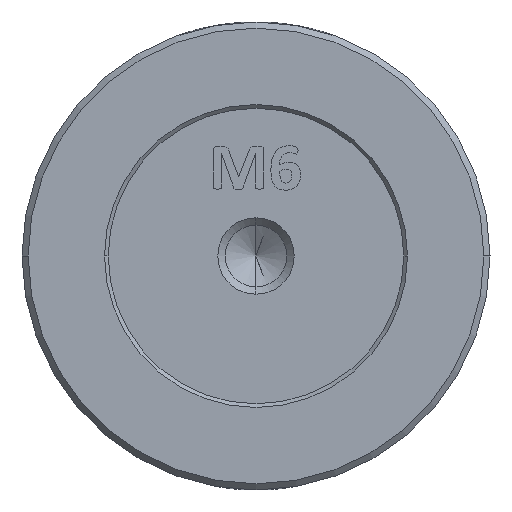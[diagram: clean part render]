
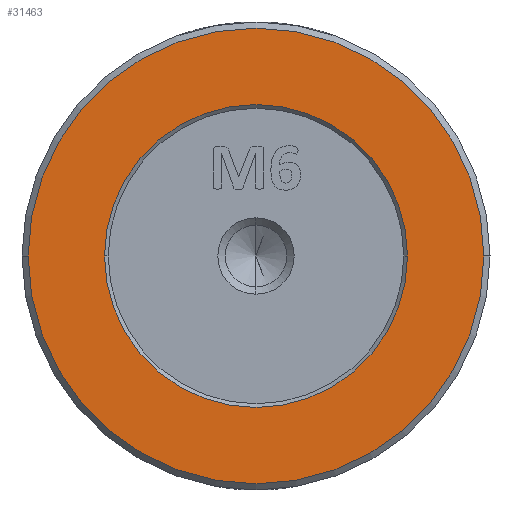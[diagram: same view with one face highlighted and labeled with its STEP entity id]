
A CAD part, left-side view. The second image highlights one B-rep face of the part: STEP entity #31463.
In plain terms, the highlighted planar face has unit normal (-1, 0, 0).
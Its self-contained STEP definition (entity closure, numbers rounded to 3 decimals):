
#293 = AXIS2_PLACEMENT_3D ( 'NONE', #6401, #21013, #30940 ) ;
#1737 = ORIENTED_EDGE ( 'NONE', *, *, #25042, .T. ) ;
#2068 = VERTEX_POINT ( 'NONE', #8084 ) ;
#3527 = CIRCLE ( 'NONE', #25331, 12.3 ) ;
#5578 = EDGE_CURVE ( 'NONE', #17482, #21086, #7672, .T. ) ;
#6401 = CARTESIAN_POINT ( 'NONE',  ( 0., 0., 0. ) ) ;
#7242 = DIRECTION ( 'NONE',  ( 1., 0., 0. ) ) ;
#7672 = CIRCLE ( 'NONE', #20119, 12.3 ) ;
#7813 = ORIENTED_EDGE ( 'NONE', *, *, #10767, .T. ) ;
#8084 = CARTESIAN_POINT ( 'NONE',  ( 0., -18.5, 0. ) ) ;
#8236 = DIRECTION ( 'NONE',  ( 0., -1., 0. ) ) ;
#9131 = EDGE_CURVE ( 'NONE', #2068, #16479, #28837, .T. ) ;
#10767 = EDGE_CURVE ( 'NONE', #16479, #2068, #23628, .T. ) ;
#11513 = FACE_BOUND ( 'NONE', #17618, .T. ) ;
#14434 = PLANE ( 'NONE',  #30000 ) ;
#15656 = CARTESIAN_POINT ( 'NONE',  ( 0., -12.3, 0. ) ) ;
#16479 = VERTEX_POINT ( 'NONE', #25916 ) ;
#16907 = AXIS2_PLACEMENT_3D ( 'NONE', #22501, #22823, #27719 ) ;
#17482 = VERTEX_POINT ( 'NONE', #22784 ) ;
#17618 = EDGE_LOOP ( 'NONE', ( #1737, #23951 ) ) ;
#18613 = DIRECTION ( 'NONE',  ( 1., 0., 0. ) ) ;
#19581 = CARTESIAN_POINT ( 'NONE',  ( 0., 0., 0. ) ) ;
#20119 = AXIS2_PLACEMENT_3D ( 'NONE', #19581, #7242, #26571 ) ;
#20674 = ORIENTED_EDGE ( 'NONE', *, *, #9131, .T. ) ;
#21013 = DIRECTION ( 'NONE',  ( -1., 0., 0. ) ) ;
#21086 = VERTEX_POINT ( 'NONE', #15656 ) ;
#21406 = DIRECTION ( 'NONE',  ( 0., 1., 0. ) ) ;
#21577 = DIRECTION ( 'NONE',  ( -1., 0., 0. ) ) ;
#22501 = CARTESIAN_POINT ( 'NONE',  ( 0., 0., 0. ) ) ;
#22784 = CARTESIAN_POINT ( 'NONE',  ( 0., 12.3, 0. ) ) ;
#22823 = DIRECTION ( 'NONE',  ( -1., 0., 0. ) ) ;
#23480 = CARTESIAN_POINT ( 'NONE',  ( 0., 0., 0. ) ) ;
#23628 = CIRCLE ( 'NONE', #293, 18.5 ) ;
#23842 = FACE_OUTER_BOUND ( 'NONE', #27524, .T. ) ;
#23951 = ORIENTED_EDGE ( 'NONE', *, *, #5578, .T. ) ;
#24333 = CARTESIAN_POINT ( 'NONE',  ( 0., 0., 0. ) ) ;
#25042 = EDGE_CURVE ( 'NONE', #21086, #17482, #3527, .T. ) ;
#25331 = AXIS2_PLACEMENT_3D ( 'NONE', #23480, #18613, #8236 ) ;
#25916 = CARTESIAN_POINT ( 'NONE',  ( 0., 18.5, 0. ) ) ;
#26571 = DIRECTION ( 'NONE',  ( 0., -1., 0. ) ) ;
#27524 = EDGE_LOOP ( 'NONE', ( #7813, #20674 ) ) ;
#27719 = DIRECTION ( 'NONE',  ( 0., -1., 0. ) ) ;
#28837 = CIRCLE ( 'NONE', #16907, 18.5 ) ;
#30000 = AXIS2_PLACEMENT_3D ( 'NONE', #24333, #21577, #21406 ) ;
#30940 = DIRECTION ( 'NONE',  ( 0., -1., 0. ) ) ;
#31463 = ADVANCED_FACE ( 'NONE', ( #11513, #23842 ), #14434, .T. ) ;
